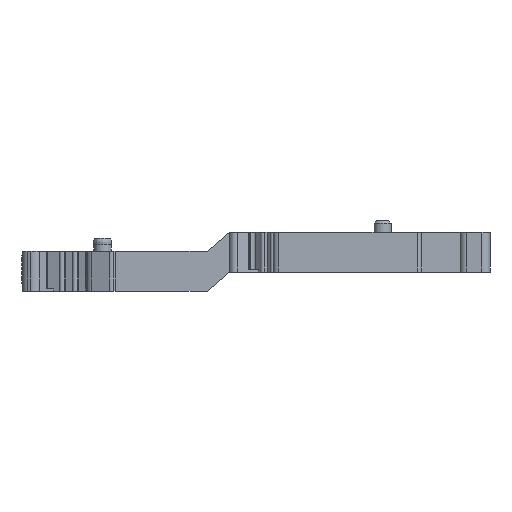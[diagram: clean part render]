
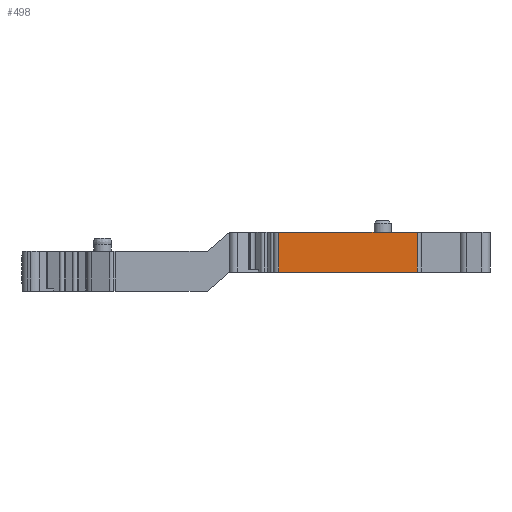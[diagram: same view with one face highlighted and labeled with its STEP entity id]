
A CAD part, left-side view. The second image highlights one B-rep face of the part: STEP entity #498.
In plain terms, the highlighted planar face has unit normal (-1, 0, 0).
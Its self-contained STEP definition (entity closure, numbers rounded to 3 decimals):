
#498=ADVANCED_FACE('',(#997),#773,.T.);
#773=PLANE('',#6159);
#997=FACE_OUTER_BOUND('',#1301,.T.);
#1301=EDGE_LOOP('',(#2043,#2044,#2045,#2046));
#2043=ORIENTED_EDGE('',*,*,#3980,.F.);
#2044=ORIENTED_EDGE('',*,*,#4215,.F.);
#2045=ORIENTED_EDGE('',*,*,#4216,.T.);
#2046=ORIENTED_EDGE('',*,*,#4217,.T.);
#3388=VERTEX_POINT('',#8538);
#3389=VERTEX_POINT('',#8540);
#3571=VERTEX_POINT('',#9005);
#3572=VERTEX_POINT('',#9009);
#3980=EDGE_CURVE('',#3388,#3389,#4807,.T.);
#4215=EDGE_CURVE('',#3571,#3388,#4951,.T.);
#4216=EDGE_CURVE('',#3571,#3572,#4952,.T.);
#4217=EDGE_CURVE('',#3572,#3389,#4953,.T.);
#4807=LINE('',#8539,#5441);
#4951=LINE('',#9006,#5585);
#4952=LINE('',#9008,#5586);
#4953=LINE('',#9010,#5587);
#5441=VECTOR('',#6697,1.);
#5585=VECTOR('',#7121,1.);
#5586=VECTOR('',#7124,1.);
#5587=VECTOR('',#7125,1.);
#6159=AXIS2_PLACEMENT_3D('',#9011,#7126,#7127);
#6697=DIRECTION('',(0.,-1.,0.));
#7121=DIRECTION('',(0.,0.,1.));
#7124=DIRECTION('',(0.,-1.,0.));
#7125=DIRECTION('',(0.,0.,1.));
#7126=DIRECTION('',(-1.,0.,0.));
#7127=DIRECTION('',(0.,-1.,0.));
#8538=CARTESIAN_POINT('',(-27.95,-6.467,0.));
#8539=CARTESIAN_POINT('',(-27.95,-6.467,0.));
#8540=CARTESIAN_POINT('',(-27.95,-24.5,0.));
#9005=CARTESIAN_POINT('',(-27.95,-6.467,-5.2));
#9006=CARTESIAN_POINT('',(-27.95,-6.467,-5.2));
#9008=CARTESIAN_POINT('',(-27.95,-6.467,-5.2));
#9009=CARTESIAN_POINT('',(-27.95,-24.5,-5.2));
#9010=CARTESIAN_POINT('',(-27.95,-24.5,-5.2));
#9011=CARTESIAN_POINT('',(-27.95,0.,0.));
